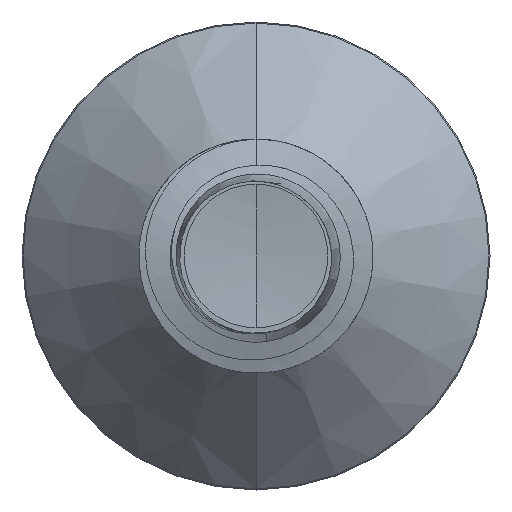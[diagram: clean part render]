
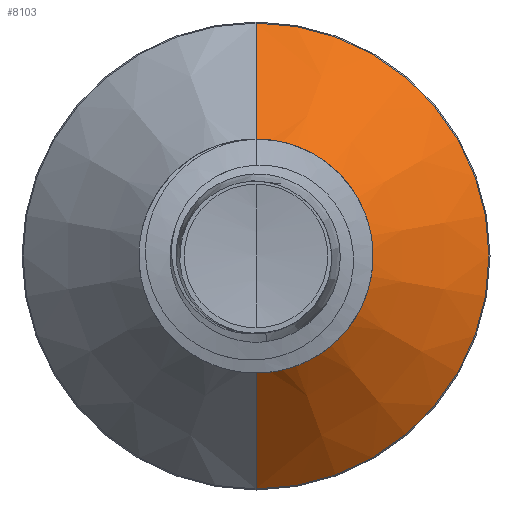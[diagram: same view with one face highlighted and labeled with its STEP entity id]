
A CAD part, front view. The second image highlights one B-rep face of the part: STEP entity #8103.
In plain terms, the highlighted conical face has half-angle 45 degrees and reference radius 0.638 mm.
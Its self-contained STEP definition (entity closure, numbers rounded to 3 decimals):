
#873 = DIRECTION ( 'NONE',  ( 0., 1., 0. ) ) ;
#955 = VECTOR ( 'NONE', #2168, 1000. ) ;
#1027 = AXIS2_PLACEMENT_3D ( 'NONE', #7251, #873, #8262 ) ;
#1425 = DIRECTION ( 'NONE',  ( 0., 1., 0. ) ) ;
#1959 = CARTESIAN_POINT ( 'NONE',  ( 0., 1.938, 0.638 ) ) ;
#2112 = DIRECTION ( 'NONE',  ( 0., 1., 0. ) ) ;
#2168 = DIRECTION ( 'NONE',  ( 0., 0.707, 0.707 ) ) ;
#2612 = AXIS2_PLACEMENT_3D ( 'NONE', #10696, #1425, #4781 ) ;
#2743 = VERTEX_POINT ( 'NONE', #4214 ) ;
#3258 = CARTESIAN_POINT ( 'NONE',  ( 0., 1.938, -0.638 ) ) ;
#3346 = CONICAL_SURFACE ( 'NONE', #2612, 0.638, 0.785 ) ;
#3495 = CARTESIAN_POINT ( 'NONE',  ( 0., 2.694, -1.394 ) ) ;
#3753 = VERTEX_POINT ( 'NONE', #3258 ) ;
#4049 = FACE_OUTER_BOUND ( 'NONE', #10775, .T. ) ;
#4214 = CARTESIAN_POINT ( 'NONE',  ( 0., 2.694, 1.394 ) ) ;
#4477 = AXIS2_PLACEMENT_3D ( 'NONE', #8382, #2112, #9369 ) ;
#4556 = CARTESIAN_POINT ( 'NONE',  ( 0., 1.938, -0.638 ) ) ;
#4690 = CIRCLE ( 'NONE', #1027, 1.394 ) ;
#4781 = DIRECTION ( 'NONE',  ( 0., 0., 1. ) ) ;
#5074 = ORIENTED_EDGE ( 'NONE', *, *, #8899, .F. ) ;
#5262 = CARTESIAN_POINT ( 'NONE',  ( 0., 1.938, 0.638 ) ) ;
#5736 = EDGE_CURVE ( 'NONE', #11839, #3753, #6502, .T. ) ;
#6502 = CIRCLE ( 'NONE', #4477, 0.638 ) ;
#6646 = LINE ( 'NONE', #5262, #955 ) ;
#6743 = ORIENTED_EDGE ( 'NONE', *, *, #9650, .F. ) ;
#7144 = VECTOR ( 'NONE', #11457, 1000. ) ;
#7251 = CARTESIAN_POINT ( 'NONE',  ( 0., 2.694, 0. ) ) ;
#7940 = EDGE_CURVE ( 'NONE', #3753, #10948, #10027, .T. ) ;
#8103 = ADVANCED_FACE ( 'NONE', ( #4049 ), #3346, .T. ) ;
#8262 = DIRECTION ( 'NONE',  ( 0., 0., 1. ) ) ;
#8382 = CARTESIAN_POINT ( 'NONE',  ( 0., 1.938, 0. ) ) ;
#8899 = EDGE_CURVE ( 'NONE', #11839, #2743, #6646, .T. ) ;
#9369 = DIRECTION ( 'NONE',  ( 0., 0., 1. ) ) ;
#9650 = EDGE_CURVE ( 'NONE', #2743, #10948, #4690, .T. ) ;
#10027 = LINE ( 'NONE', #4556, #7144 ) ;
#10696 = CARTESIAN_POINT ( 'NONE',  ( 0., 1.938, 0. ) ) ;
#10775 = EDGE_LOOP ( 'NONE', ( #12003, #11325, #6743, #5074 ) ) ;
#10948 = VERTEX_POINT ( 'NONE', #3495 ) ;
#11325 = ORIENTED_EDGE ( 'NONE', *, *, #7940, .T. ) ;
#11457 = DIRECTION ( 'NONE',  ( 0., 0.707, -0.707 ) ) ;
#11839 = VERTEX_POINT ( 'NONE', #1959 ) ;
#12003 = ORIENTED_EDGE ( 'NONE', *, *, #5736, .T. ) ;
